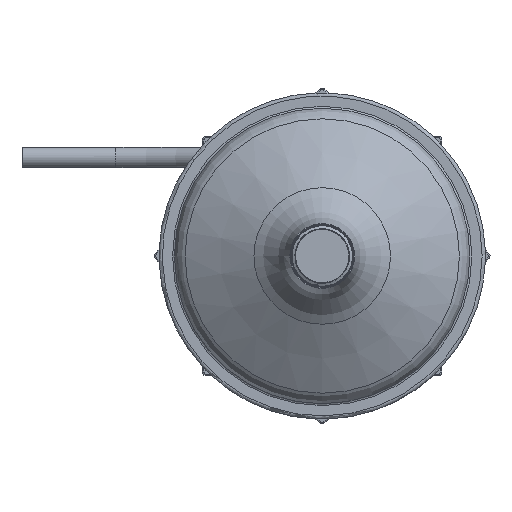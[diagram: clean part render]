
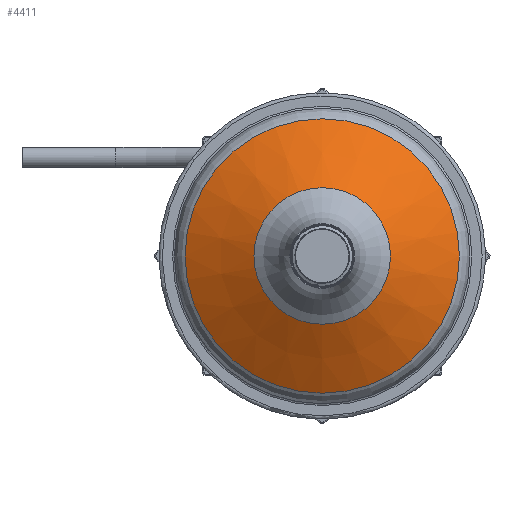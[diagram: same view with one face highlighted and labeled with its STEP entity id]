
A CAD part, front view. The second image highlights one B-rep face of the part: STEP entity #4411.
In plain terms, the highlighted conical face has half-angle 60 degrees and reference radius 21.903 mm.
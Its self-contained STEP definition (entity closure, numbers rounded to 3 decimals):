
#111=CONICAL_SURFACE('',#4719,21.903,60.);
#860=FACE_BOUND('',#1198,.T.);
#908=FACE_OUTER_BOUND('',#1197,.T.);
#1197=EDGE_LOOP('',(#2886));
#1198=EDGE_LOOP('',(#2887));
#1479=CIRCLE('',#4718,14.556);
#1480=CIRCLE('',#4720,29.25);
#1731=VERTEX_POINT('',#9102);
#1732=VERTEX_POINT('',#9105);
#2162=EDGE_CURVE('',#1731,#1731,#1479,.T.);
#2163=EDGE_CURVE('',#1732,#1732,#1480,.T.);
#2886=ORIENTED_EDGE('',*,*,#2163,.F.);
#2887=ORIENTED_EDGE('',*,*,#2162,.T.);
#4411=ADVANCED_FACE('',(#908,#860),#111,.T.);
#4718=AXIS2_PLACEMENT_3D('',#9103,#5252,#5253);
#4719=AXIS2_PLACEMENT_3D('',#9104,#5254,#5255);
#4720=AXIS2_PLACEMENT_3D('',#9106,#5256,#5257);
#5252=DIRECTION('center_axis',(0.,1.,0.));
#5253=DIRECTION('ref_axis',(-0.985,0.,-0.174));
#5254=DIRECTION('center_axis',(0.,1.,0.));
#5255=DIRECTION('ref_axis',(-0.985,0.,-0.174));
#5256=DIRECTION('center_axis',(0.,1.,0.));
#5257=DIRECTION('ref_axis',(-0.985,0.,-0.174));
#9102=CARTESIAN_POINT('',(-14.335,-107.477,-2.528));
#9103=CARTESIAN_POINT('Origin',(0.,-107.477,
0.));
#9104=CARTESIAN_POINT('Origin',(0.,-103.235,
0.));
#9105=CARTESIAN_POINT('',(-28.806,-98.993,-5.079));
#9106=CARTESIAN_POINT('Origin',(0.,-98.993,
0.));
